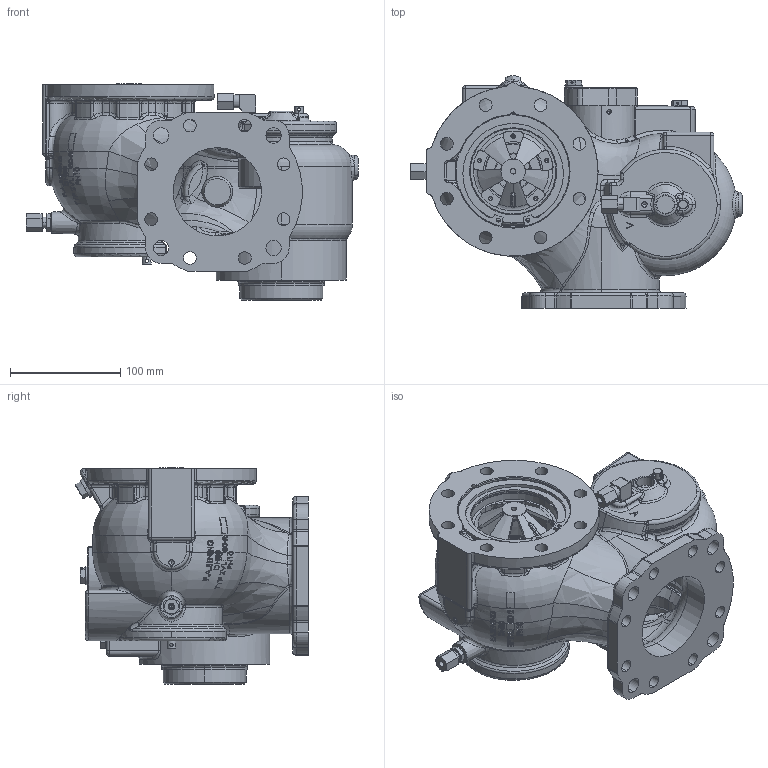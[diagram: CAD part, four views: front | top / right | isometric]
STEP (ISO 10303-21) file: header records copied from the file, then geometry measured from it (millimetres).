
FILE_DESCRIPTION (( 'STEP AP214' ), '1' );
FILE_NAME ('ZVL80-2_17609.STEP', '2014-11-20T08:06:40', ( 'Admin2' ), ( '' ), 'SwSTEP 2.0', 'SolidWorks 2010', '' );
FILE_SCHEMA (( 'AUTOMOTIVE_DESIGN' ));
Length unit declared in the file: millimetre
Products named in the file (1): ZVL80-2_17609
Bounding box: 301 x 210.76 x 195.88 mm (x, y, z)
Volume: 2264341.2 mm3; surface area: 515199.7 mm2
Topology: 23 solids, 23 shells, 2388 faces, 5869 edges, 3513 vertices
Faces by surface type: cylinder 656, bspline 565, plane 547, torus 300, cone 256, sphere 64
Entity records: 128414 total; most frequent: CARTESIAN_POINT 49933, ORIENTED_EDGE 11534, DIRECTION 9982, EDGE_CURVE 5767, AXIS2_PLACEMENT_3D 4146, VERTEX_POINT 3507, EDGE_LOOP 2596, UNCERTAINTY_MEASURE_WITH_UNIT 2413
